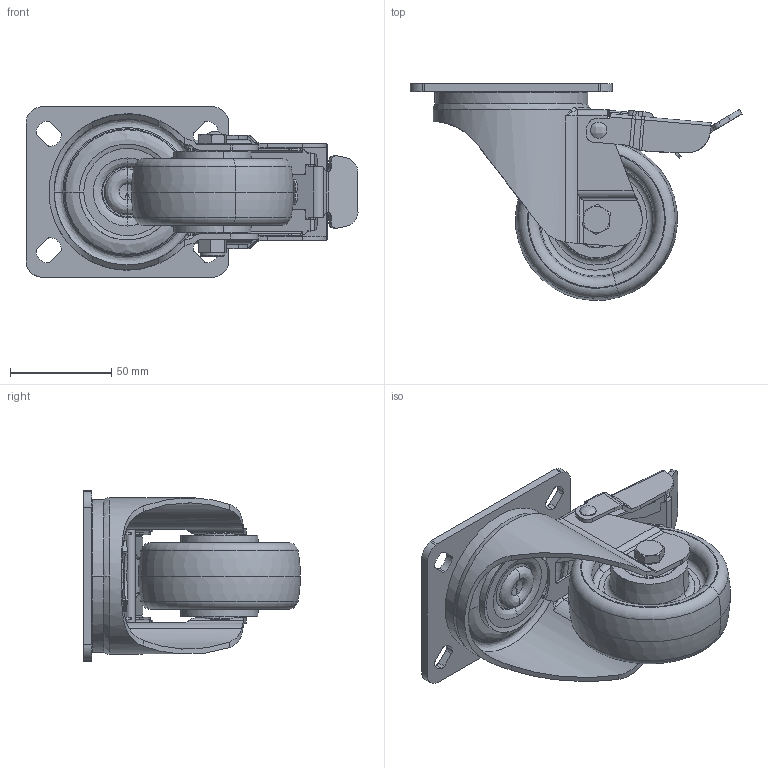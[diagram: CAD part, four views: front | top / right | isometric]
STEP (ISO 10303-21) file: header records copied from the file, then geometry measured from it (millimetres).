
FILE_DESCRIPTION (( 'STEP AP214' ), '1' );
FILE_NAME ('0029859_L-MV-PAM-080-K-3-DSN_(A-03).step', '2019-10-11T09:23:43', ( '' ), ( '' ), 'SwSTEP 2.0', 'SolidWorks 2018', '' );
FILE_SCHEMA (( 'AUTOMOTIVE_DESIGN' ));
Length unit declared in the file: millimetre
Products named in the file (1): 0029859_L-MV-PAM-080-K-3-DSN_(A-03)
Bounding box: 163.82 x 106.94 x 84 mm (x, y, z)
Surface area: 113807.7 mm2 (no closed solid volume)
Topology: 0 solids, 21 shells, 852 faces, 2486 edges, 1689 vertices
Faces by surface type: cylinder 325, plane 295, bspline 126, cone 54, torus 52
Entity records: 47158 total; most frequent: CARTESIAN_POINT 17054, ORIENTED_EDGE 4952, DIRECTION 3480, EDGE_CURVE 2480, VERTEX_POINT 1689, AXIS2_PLACEMENT_3D 1336, B_SPLINE_CURVE_WITH_KNOTS 943, EDGE_LOOP 931
